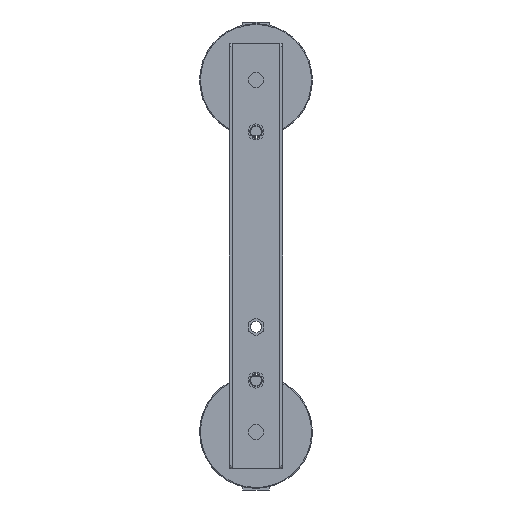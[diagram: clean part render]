
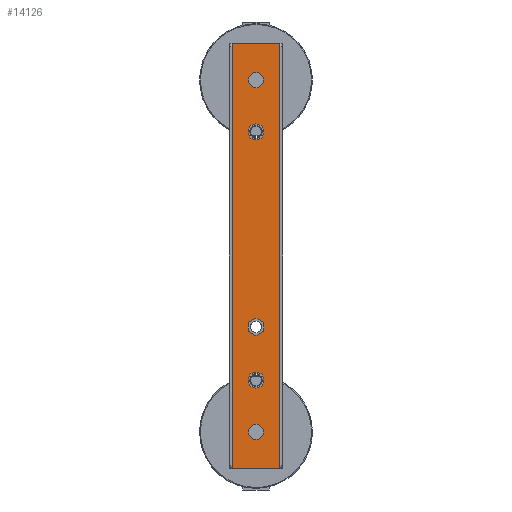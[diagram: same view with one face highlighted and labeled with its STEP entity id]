
A CAD part, front view. The second image highlights one B-rep face of the part: STEP entity #14126.
In plain terms, the highlighted planar face has unit normal (0, -1, 0).
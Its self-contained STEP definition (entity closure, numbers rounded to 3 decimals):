
#12145=DIRECTION('',(1.,0.,0.));
#12146=VECTOR('',#12145,54.);
#12147=CARTESIAN_POINT('',(-27.,7.,0.));
#12148=LINE('',#12147,#12146);
#12571=DIRECTION('',(0.,0.,1.));
#12572=VECTOR('',#12571,480.);
#12573=CARTESIAN_POINT('',(27.,7.,0.));
#12574=LINE('',#12573,#12572);
#12579=DIRECTION('',(0.,0.,1.));
#12580=VECTOR('',#12579,480.);
#12581=CARTESIAN_POINT('',(-27.,7.,0.));
#12582=LINE('',#12581,#12580);
#12583=DIRECTION('',(1.,0.,0.));
#12584=VECTOR('',#12583,54.);
#12585=CARTESIAN_POINT('',(-27.,7.,480.));
#12586=LINE('',#12585,#12584);
#12587=CARTESIAN_POINT('',(0.,7.,41.5));
#12588=DIRECTION('',(0.,-1.,0.));
#12589=DIRECTION('',(0.,0.,-1.));
#12590=AXIS2_PLACEMENT_3D('',#12587,#12588,#12589);
#12592=CARTESIAN_POINT('',(0.,7.,41.5));
#12593=DIRECTION('',(0.,-1.,0.));
#12594=DIRECTION('',(0.,0.,1.));
#12595=AXIS2_PLACEMENT_3D('',#12592,#12593,#12594);
#12597=CARTESIAN_POINT('',(0.,7.,438.5));
#12598=DIRECTION('',(0.,-1.,0.));
#12599=DIRECTION('',(0.,0.,-1.));
#12600=AXIS2_PLACEMENT_3D('',#12597,#12598,#12599);
#12602=CARTESIAN_POINT('',(0.,7.,438.5));
#12603=DIRECTION('',(0.,-1.,0.));
#12604=DIRECTION('',(0.,0.,1.));
#12605=AXIS2_PLACEMENT_3D('',#12602,#12603,#12604);
#12607=CARTESIAN_POINT('',(0.,7.,100.));
#12608=DIRECTION('',(0.,-1.,0.));
#12609=DIRECTION('',(0.,0.,1.));
#12610=AXIS2_PLACEMENT_3D('',#12607,#12608,#12609);
#12612=CARTESIAN_POINT('',(0.,7.,100.));
#12613=DIRECTION('',(0.,-1.,0.));
#12614=DIRECTION('',(0.,0.,-1.));
#12615=AXIS2_PLACEMENT_3D('',#12612,#12613,#12614);
#12617=CARTESIAN_POINT('',(0.,7.,380.));
#12618=DIRECTION('',(0.,-1.,0.));
#12619=DIRECTION('',(0.,0.,1.));
#12620=AXIS2_PLACEMENT_3D('',#12617,#12618,#12619);
#12622=CARTESIAN_POINT('',(0.,7.,380.));
#12623=DIRECTION('',(0.,-1.,0.));
#12624=DIRECTION('',(0.,0.,-1.));
#12625=AXIS2_PLACEMENT_3D('',#12622,#12623,#12624);
#12627=DIRECTION('',(-0.866,0.,0.5));
#12628=VECTOR('',#12627,10.);
#12629=CARTESIAN_POINT('',(8.66,7.,165.));
#12630=LINE('',#12629,#12628);
#12631=DIRECTION('',(-0.866,0.,-0.5));
#12632=VECTOR('',#12631,10.);
#12633=CARTESIAN_POINT('',(0.,7.,170.));
#12634=LINE('',#12633,#12632);
#12635=DIRECTION('',(0.866,0.,-0.5));
#12636=VECTOR('',#12635,10.);
#12637=CARTESIAN_POINT('',(-8.66,7.,155.));
#12638=LINE('',#12637,#12636);
#12639=DIRECTION('',(0.866,0.,0.5));
#12640=VECTOR('',#12639,10.);
#12641=CARTESIAN_POINT('',(0.,7.,150.));
#12642=LINE('',#12641,#12640);
#12787=DIRECTION('',(0.,0.,-1.));
#12788=VECTOR('',#12787,10.);
#12789=CARTESIAN_POINT('',(8.66,7.,165.));
#12790=LINE('',#12789,#12788);
#12803=DIRECTION('',(0.,0.,1.));
#12804=VECTOR('',#12803,10.);
#12805=CARTESIAN_POINT('',(-8.66,7.,155.));
#12806=LINE('',#12805,#12804);
#13277=CARTESIAN_POINT('',(-27.,7.,0.));
#13278=VERTEX_POINT('',#13277);
#13279=CARTESIAN_POINT('',(27.,7.,0.));
#13280=VERTEX_POINT('',#13279);
#13307=CARTESIAN_POINT('',(-27.,7.,480.));
#13308=VERTEX_POINT('',#13307);
#13319=CARTESIAN_POINT('',(27.,7.,480.));
#13320=VERTEX_POINT('',#13319);
#13445=CARTESIAN_POINT('',(0.,7.,33.));
#13446=CARTESIAN_POINT('',(0.,7.,50.));
#13447=VERTEX_POINT('',#13445);
#13448=VERTEX_POINT('',#13446);
#13449=CARTESIAN_POINT('',(0.,7.,430.));
#13450=CARTESIAN_POINT('',(0.,7.,447.));
#13451=VERTEX_POINT('',#13449);
#13452=VERTEX_POINT('',#13450);
#13453=CARTESIAN_POINT('',(0.,7.,109.));
#13454=CARTESIAN_POINT('',(0.,7.,91.));
#13455=VERTEX_POINT('',#13453);
#13456=VERTEX_POINT('',#13454);
#13457=CARTESIAN_POINT('',(0.,7.,389.));
#13458=CARTESIAN_POINT('',(0.,7.,371.));
#13459=VERTEX_POINT('',#13457);
#13460=VERTEX_POINT('',#13458);
#13461=CARTESIAN_POINT('',(8.66,7.,165.));
#13462=CARTESIAN_POINT('',(8.66,7.,155.));
#13463=VERTEX_POINT('',#13461);
#13464=VERTEX_POINT('',#13462);
#13465=CARTESIAN_POINT('',(0.,7.,170.));
#13466=VERTEX_POINT('',#13465);
#13467=CARTESIAN_POINT('',(-8.66,7.,165.));
#13468=VERTEX_POINT('',#13467);
#13469=CARTESIAN_POINT('',(-8.66,7.,155.));
#13470=VERTEX_POINT('',#13469);
#13471=CARTESIAN_POINT('',(0.,7.,150.));
#13472=VERTEX_POINT('',#13471);
#14077=CARTESIAN_POINT('',(27.,7.,480.));
#14078=DIRECTION('',(0.,1.,0.));
#14079=DIRECTION('',(-1.,0.,0.));
#14080=AXIS2_PLACEMENT_3D('',#14077,#14078,#14079);
#14081=PLANE('',#14080);
#14082=ORIENTED_EDGE('',*,*,#13626,.F.);
#14083=ORIENTED_EDGE('',*,*,#13729,.T.);
#14084=ORIENTED_EDGE('',*,*,#13764,.T.);
#14085=ORIENTED_EDGE('',*,*,#14064,.F.);
#14086=EDGE_LOOP('',(#14082,#14083,#14084,#14085));
#14087=FACE_OUTER_BOUND('',#14086,.F.);
#14089=ORIENTED_EDGE('',*,*,#14088,.T.);
#14091=ORIENTED_EDGE('',*,*,#14090,.T.);
#14092=EDGE_LOOP('',(#14089,#14091));
#14093=FACE_BOUND('',#14092,.F.);
#14095=ORIENTED_EDGE('',*,*,#14094,.T.);
#14097=ORIENTED_EDGE('',*,*,#14096,.T.);
#14098=EDGE_LOOP('',(#14095,#14097));
#14099=FACE_BOUND('',#14098,.F.);
#14101=ORIENTED_EDGE('',*,*,#14100,.T.);
#14103=ORIENTED_EDGE('',*,*,#14102,.T.);
#14104=EDGE_LOOP('',(#14101,#14103));
#14105=FACE_BOUND('',#14104,.F.);
#14107=ORIENTED_EDGE('',*,*,#14106,.T.);
#14109=ORIENTED_EDGE('',*,*,#14108,.T.);
#14110=EDGE_LOOP('',(#14107,#14109));
#14111=FACE_BOUND('',#14110,.F.);
#14113=ORIENTED_EDGE('',*,*,#14112,.F.);
#14115=ORIENTED_EDGE('',*,*,#14114,.T.);
#14117=ORIENTED_EDGE('',*,*,#14116,.T.);
#14119=ORIENTED_EDGE('',*,*,#14118,.F.);
#14121=ORIENTED_EDGE('',*,*,#14120,.T.);
#14123=ORIENTED_EDGE('',*,*,#14122,.T.);
#14124=EDGE_LOOP('',(#14113,#14115,#14117,#14119,#14121,#14123));
#14125=FACE_BOUND('',#14124,.F.);
#12591=CIRCLE('',#12590,8.5);
#12596=CIRCLE('',#12595,8.5);
#12601=CIRCLE('',#12600,8.5);
#12606=CIRCLE('',#12605,8.5);
#12611=CIRCLE('',#12610,9.);
#12616=CIRCLE('',#12615,9.);
#12621=CIRCLE('',#12620,9.);
#12626=CIRCLE('',#12625,9.);
#13626=EDGE_CURVE('',#13278,#13280,#12148,.T.);
#13729=EDGE_CURVE('',#13278,#13308,#12582,.T.);
#13764=EDGE_CURVE('',#13308,#13320,#12586,.T.);
#14064=EDGE_CURVE('',#13280,#13320,#12574,.T.);
#14088=EDGE_CURVE('',#13447,#13448,#12591,.T.);
#14090=EDGE_CURVE('',#13448,#13447,#12596,.T.);
#14094=EDGE_CURVE('',#13451,#13452,#12601,.T.);
#14096=EDGE_CURVE('',#13452,#13451,#12606,.T.);
#14100=EDGE_CURVE('',#13455,#13456,#12611,.T.);
#14102=EDGE_CURVE('',#13456,#13455,#12616,.T.);
#14106=EDGE_CURVE('',#13459,#13460,#12621,.T.);
#14108=EDGE_CURVE('',#13460,#13459,#12626,.T.);
#14112=EDGE_CURVE('',#13463,#13464,#12790,.T.);
#14114=EDGE_CURVE('',#13463,#13466,#12630,.T.);
#14116=EDGE_CURVE('',#13466,#13468,#12634,.T.);
#14118=EDGE_CURVE('',#13470,#13468,#12806,.T.);
#14120=EDGE_CURVE('',#13470,#13472,#12638,.T.);
#14122=EDGE_CURVE('',#13472,#13464,#12642,.T.);
#14126=ADVANCED_FACE('',(#14087,#14093,#14099,#14105,#14111,#14125),#14081,.F.);
